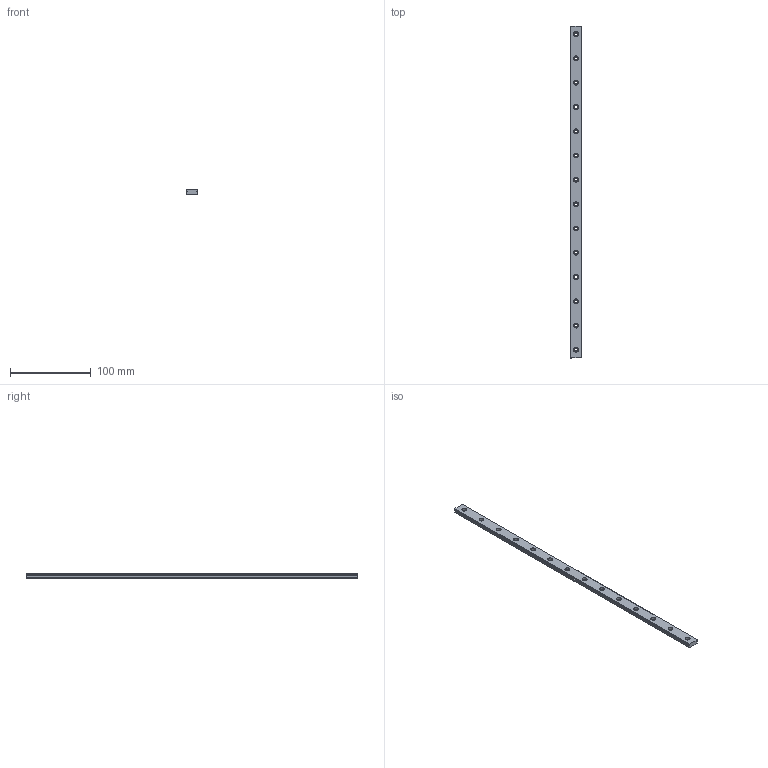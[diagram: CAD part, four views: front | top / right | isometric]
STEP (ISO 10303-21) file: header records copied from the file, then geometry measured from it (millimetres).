
FILE_DESCRIPTION (( 'STEP AP203' ), '1' );
FILE_NAME ('MB7-410L.step', '2021-02-18T17:51:35', ( '' ), ( '' ), 'SwSTEP 2.0', 'SolidWorks 2019', '' );
FILE_SCHEMA (( 'CONFIG_CONTROL_DESIGN' ));
Length unit declared in the file: millimetre
Products named in the file (1): MB7-410L
Bounding box: 14 x 410 x 5.5 mm (x, y, z)
Volume: 29093.8 mm3; surface area: 17870.4 mm2
Topology: 1 solids, 1 shells, 95 faces, 237 edges, 158 vertices
Faces by surface type: cylinder 68, plane 27
Entity records: 3040 total; most frequent: DIRECTION 565, CARTESIAN_POINT 491, ORIENTED_EDGE 474, EDGE_CURVE 237, AXIS2_PLACEMENT_3D 232, VERTEX_POINT 158, EDGE_LOOP 137, CIRCLE 136
